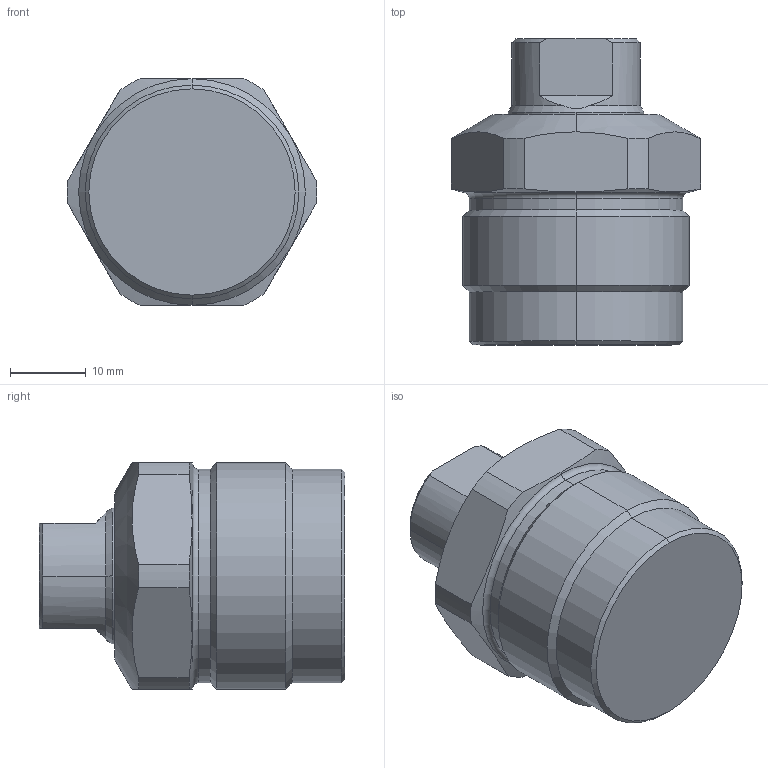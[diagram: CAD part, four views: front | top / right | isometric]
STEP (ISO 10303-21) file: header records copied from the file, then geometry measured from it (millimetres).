
FILE_DESCRIPTION (( 'STEP AP214' ), '1' );
FILE_NAME ('CMC06-05.STEP', '2005-12-23T07:54:30', ( '' ), ( '' ), 'SwSTEP 2.0', 'SolidWorks 2004334', '' );
FILE_SCHEMA (( 'AUTOMOTIVE_DESIGN' ));
Length unit declared in the file: millimetre
Products named in the file (3): CMC06-05BODY_蹬怮椔; CMC06-05; CMC06-05 ROD_蹬怮椔
Assembly tree (2 placements, depth 2):
  CMC06-05
    CMC06-05 ROD_蹬怮椔
    CMC06-05BODY_蹬怮椔
Bounding box: 32.98 x 40.5 x 30 mm (x, y, z)
Volume: 22255.6 mm3; surface area: 6060.5 mm2
Topology: 2 solids, 2 shells, 58 faces, 139 edges, 87 vertices
Faces by surface type: cylinder 23, cone 17, plane 16, torus 2
Entity records: 1850 total; most frequent: CARTESIAN_POINT 415, DIRECTION 302, ORIENTED_EDGE 278, EDGE_CURVE 139, AXIS2_PLACEMENT_3D 126, VERTEX_POINT 87, CIRCLE 63, EDGE_LOOP 62
